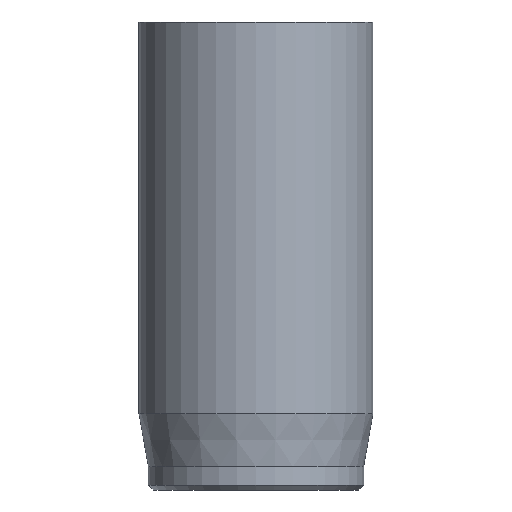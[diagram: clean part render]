
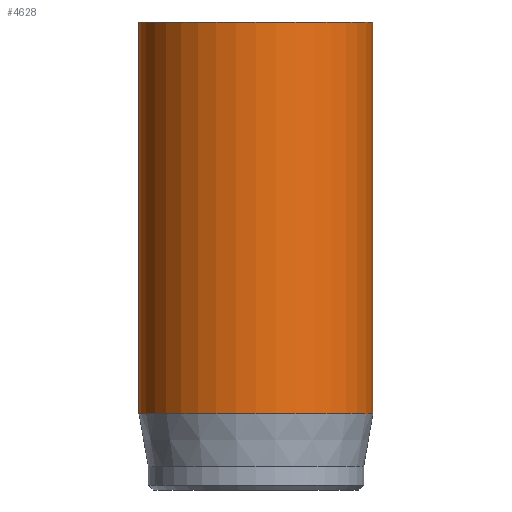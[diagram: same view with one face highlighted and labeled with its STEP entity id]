
A CAD part, front view. The second image highlights one B-rep face of the part: STEP entity #4628.
In plain terms, the highlighted cylindrical face has radius 5 mm (diameter 10 mm), a full revolution.
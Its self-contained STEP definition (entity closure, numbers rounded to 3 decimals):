
#32=CYLINDRICAL_SURFACE('',#4803,5.);
#47=CIRCLE('',#4773,5.);
#63=CIRCLE('',#4801,5.);
#64=CIRCLE('',#4802,5.);
#420=FACE_OUTER_BOUND('',#697,.T.);
#697=EDGE_LOOP('',(#4132,#4133,#4134,#4135,#4136));
#1031=LINE('',#8809,#1371);
#1371=VECTOR('',#5353,5.);
#2122=VERTEX_POINT('',#8751);
#2138=VERTEX_POINT('',#8803);
#2139=VERTEX_POINT('',#8804);
#2784=EDGE_CURVE('',#2122,#2122,#47,.T.);
#2808=EDGE_CURVE('',#2138,#2139,#63,.T.);
#2809=EDGE_CURVE('',#2139,#2138,#64,.T.);
#2811=EDGE_CURVE('',#2122,#2138,#1031,.T.);
#4132=ORIENTED_EDGE('',*,*,#2784,.T.);
#4133=ORIENTED_EDGE('',*,*,#2811,.T.);
#4134=ORIENTED_EDGE('',*,*,#2808,.T.);
#4135=ORIENTED_EDGE('',*,*,#2809,.T.);
#4136=ORIENTED_EDGE('',*,*,#2811,.F.);
#4628=ADVANCED_FACE('',(#420),#32,.T.);
#4773=AXIS2_PLACEMENT_3D('',#8752,#5282,#5283);
#4801=AXIS2_PLACEMENT_3D('',#8805,#5346,#5347);
#4802=AXIS2_PLACEMENT_3D('',#8806,#5348,#5349);
#4803=AXIS2_PLACEMENT_3D('',#8808,#5351,#5352);
#5282=DIRECTION('center_axis',(0.,0.,-1.));
#5283=DIRECTION('ref_axis',(-1.,0.,0.));
#5346=DIRECTION('center_axis',(0.,0.,1.));
#5347=DIRECTION('ref_axis',(-1.,0.,0.));
#5348=DIRECTION('center_axis',(0.,0.,1.));
#5349=DIRECTION('ref_axis',(-1.,0.,0.));
#5351=DIRECTION('center_axis',(0.,0.,1.));
#5352=DIRECTION('ref_axis',(-1.,0.,0.));
#5353=DIRECTION('',(0.,0.,-1.));
#8751=CARTESIAN_POINT('',(5.,0.,20.));
#8752=CARTESIAN_POINT('Origin',(0.,0.,20.));
#8803=CARTESIAN_POINT('',(5.,0.,3.269));
#8804=CARTESIAN_POINT('',(-5.,0.,3.269));
#8805=CARTESIAN_POINT('Origin',(0.,0.,3.269));
#8806=CARTESIAN_POINT('Origin',(0.,0.,3.269));
#8808=CARTESIAN_POINT('Origin',(0.,0.,0.));
#8809=CARTESIAN_POINT('',(5.,0.,0.));
